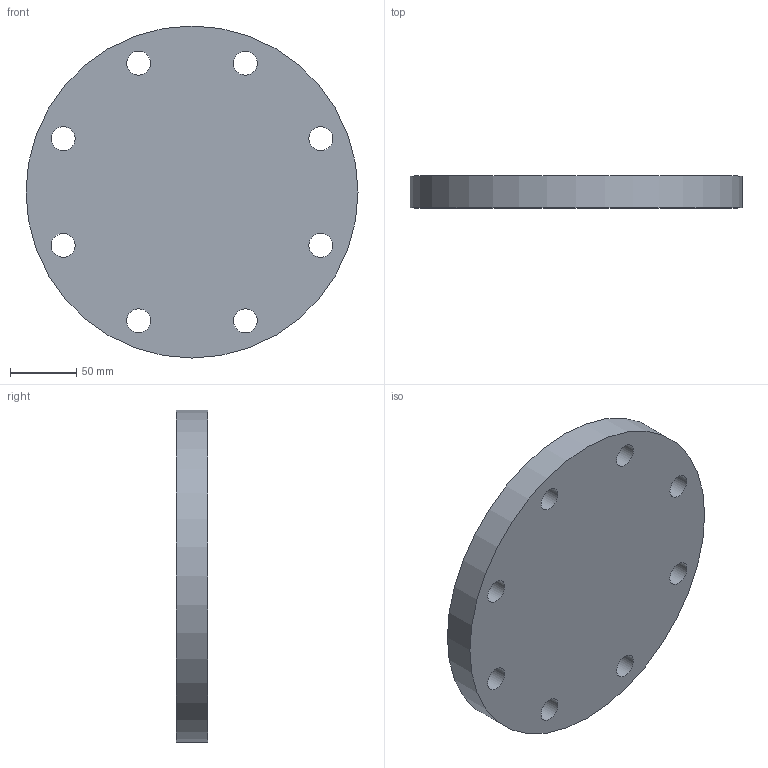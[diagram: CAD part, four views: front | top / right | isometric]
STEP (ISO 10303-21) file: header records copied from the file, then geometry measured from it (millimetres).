
FILE_DESCRIPTION(/* description */ ('PP/Steel Blind Flange acc. EN1092-2 PN10/16, Ø140/DN125'),/* implementation_level */ '2;1');
FILE_NAME(/* name */ 'FCS140'/* time_stamp */ '2021-11-10T16:27:17+01:00',/* author */ ('COAB Solutions'),/* organization */ ('GPA Flowsystem'),/* preprocessor_version */ '',/* originating_system */ 'www.coabsolutions.com',/* authorisation */ '');
FILE_SCHEMA (('AUTOMOTIVE_DESIGN { 1 0 10303 214 3 1 1 }'));
Length unit declared in the file: millimetre
Products named in the file (1): FCS140
Bounding box: 250 x 24 x 250 mm (x, y, z)
Volume: 1129239.2 mm3; surface area: 123810.2 mm2
Topology: 1 solids, 1 shells, 11 faces, 27 edges, 18 vertices
Faces by surface type: cylinder 9, plane 2
Full cylindrical faces by diameter (mm): 18 x8, 250 x1
Entity records: 412 total; most frequent: DIRECTION 69, CARTESIAN_POINT 57, ORIENTED_EDGE 54, AXIS2_PLACEMENT_3D 30, EDGE_LOOP 27, EDGE_CURVE 27, CIRCLE 18, VERTEX_POINT 18
